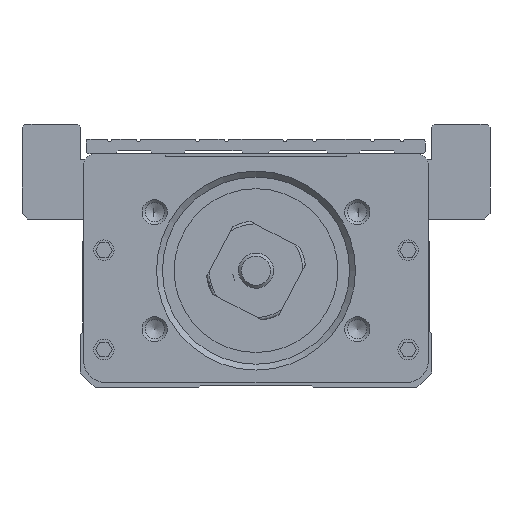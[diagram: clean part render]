
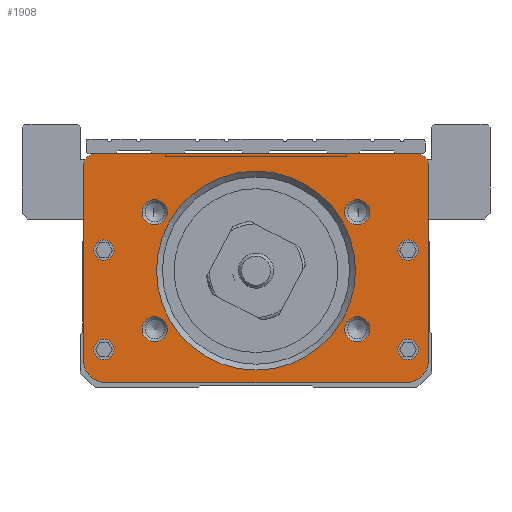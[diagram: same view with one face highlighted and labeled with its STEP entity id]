
A CAD part, front view. The second image highlights one B-rep face of the part: STEP entity #1908.
In plain terms, the highlighted face is planar.
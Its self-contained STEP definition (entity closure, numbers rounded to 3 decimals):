
#1047=FACE_BOUND('',#5789,.T.);
#1048=FACE_BOUND('',#5790,.T.);
#1049=FACE_BOUND('',#5791,.T.);
#1050=FACE_BOUND('',#5792,.T.);
#1051=FACE_BOUND('',#5793,.T.);
#1052=FACE_BOUND('',#5794,.T.);
#1053=FACE_BOUND('',#5795,.T.);
#1054=FACE_BOUND('',#5796,.T.);
#1055=FACE_BOUND('',#5797,.T.);
#1056=FACE_BOUND('',#5798,.T.);
#1908=ADVANCED_FACE('',(#1047,#1048,#1049,#1050,#1051,#1052,#1053,#1054,
#1055,#1056),#3483,.F.);
#3483=PLANE('',#28251);
#5789=EDGE_LOOP('',(#9276));
#5790=EDGE_LOOP('',(#9277));
#5791=EDGE_LOOP('',(#9278));
#5792=EDGE_LOOP('',(#9279));
#5793=EDGE_LOOP('',(#9280));
#5794=EDGE_LOOP('',(#9281));
#5795=EDGE_LOOP('',(#9282));
#5796=EDGE_LOOP('',(#9283));
#5797=EDGE_LOOP('',(#9284));
#5798=EDGE_LOOP('',(#9285,#9286,#9287,#9288,#9289,#9290,#9291,#9292));
#7779=CIRCLE('',#28208,4.);
#7781=CIRCLE('',#28212,4.);
#7792=CIRCLE('',#28236,2.);
#7793=CIRCLE('',#28238,2.);
#7795=CIRCLE('',#28242,2.15);
#7796=CIRCLE('',#28243,2.15);
#7797=CIRCLE('',#28244,2.15);
#7798=CIRCLE('',#28245,2.15);
#7799=CIRCLE('',#28246,17.);
#7800=CIRCLE('',#28247,1.75);
#7801=CIRCLE('',#28248,1.75);
#7802=CIRCLE('',#28249,1.75);
#7803=CIRCLE('',#28250,1.75);
#9276=ORIENTED_EDGE('',*,*,#19343,.T.);
#9277=ORIENTED_EDGE('',*,*,#19344,.T.);
#9278=ORIENTED_EDGE('',*,*,#19345,.T.);
#9279=ORIENTED_EDGE('',*,*,#19346,.T.);
#9280=ORIENTED_EDGE('',*,*,#19347,.T.);
#9281=ORIENTED_EDGE('',*,*,#19348,.T.);
#9282=ORIENTED_EDGE('',*,*,#19349,.T.);
#9283=ORIENTED_EDGE('',*,*,#19350,.T.);
#9284=ORIENTED_EDGE('',*,*,#19351,.T.);
#9285=ORIENTED_EDGE('',*,*,#19326,.F.);
#9286=ORIENTED_EDGE('',*,*,#19280,.F.);
#9287=ORIENTED_EDGE('',*,*,#19301,.F.);
#9288=ORIENTED_EDGE('',*,*,#19341,.F.);
#9289=ORIENTED_EDGE('',*,*,#19236,.F.);
#9290=ORIENTED_EDGE('',*,*,#19340,.F.);
#9291=ORIENTED_EDGE('',*,*,#19299,.F.);
#9292=ORIENTED_EDGE('',*,*,#19288,.F.);
#16566=VERTEX_POINT('',#39324);
#16567=VERTEX_POINT('',#39326);
#16607=VERTEX_POINT('',#39412);
#16608=VERTEX_POINT('',#39414);
#16615=VERTEX_POINT('',#39430);
#16616=VERTEX_POINT('',#39432);
#16621=VERTEX_POINT('',#39445);
#16625=VERTEX_POINT('',#39456);
#16650=VERTEX_POINT('',#39537);
#16651=VERTEX_POINT('',#39539);
#16652=VERTEX_POINT('',#39541);
#16653=VERTEX_POINT('',#39543);
#16654=VERTEX_POINT('',#39545);
#16655=VERTEX_POINT('',#39547);
#16656=VERTEX_POINT('',#39549);
#16657=VERTEX_POINT('',#39551);
#16658=VERTEX_POINT('',#39553);
#19236=EDGE_CURVE('',#16566,#16567,#22950,.T.);
#19280=EDGE_CURVE('',#16607,#16608,#7779,.T.);
#19288=EDGE_CURVE('',#16615,#16616,#7781,.T.);
#19299=EDGE_CURVE('',#16616,#16621,#22996,.T.);
#19301=EDGE_CURVE('',#16625,#16607,#22998,.T.);
#19326=EDGE_CURVE('',#16608,#16615,#23018,.T.);
#19340=EDGE_CURVE('',#16621,#16566,#7792,.T.);
#19341=EDGE_CURVE('',#16567,#16625,#7793,.T.);
#19343=EDGE_CURVE('',#16650,#16650,#7795,.T.);
#19344=EDGE_CURVE('',#16651,#16651,#7796,.T.);
#19345=EDGE_CURVE('',#16652,#16652,#7797,.T.);
#19346=EDGE_CURVE('',#16653,#16653,#7798,.T.);
#19347=EDGE_CURVE('',#16654,#16654,#7799,.T.);
#19348=EDGE_CURVE('',#16655,#16655,#7800,.T.);
#19349=EDGE_CURVE('',#16656,#16656,#7801,.T.);
#19350=EDGE_CURVE('',#16657,#16657,#7802,.T.);
#19351=EDGE_CURVE('',#16658,#16658,#7803,.T.);
#22950=LINE('',#39325,#25588);
#22996=LINE('',#39453,#25634);
#22998=LINE('',#39457,#25636);
#23018=LINE('',#39507,#25656);
#25588=VECTOR('',#31114,1.);
#25634=VECTOR('',#31208,1.);
#25636=VECTOR('',#31212,1.);
#25656=VECTOR('',#31258,1.);
#28208=AXIS2_PLACEMENT_3D('',#39413,#31178,#31179);
#28212=AXIS2_PLACEMENT_3D('',#39431,#31192,#31193);
#28236=AXIS2_PLACEMENT_3D('',#39530,#31281,#31282);
#28238=AXIS2_PLACEMENT_3D('',#39532,#31285,#31286);
#28242=AXIS2_PLACEMENT_3D('',#39536,#31293,#31294);
#28243=AXIS2_PLACEMENT_3D('',#39538,#31295,#31296);
#28244=AXIS2_PLACEMENT_3D('',#39540,#31297,#31298);
#28245=AXIS2_PLACEMENT_3D('',#39542,#31299,#31300);
#28246=AXIS2_PLACEMENT_3D('',#39544,#31301,#31302);
#28247=AXIS2_PLACEMENT_3D('',#39546,#31303,#31304);
#28248=AXIS2_PLACEMENT_3D('',#39548,#31305,#31306);
#28249=AXIS2_PLACEMENT_3D('',#39550,#31307,#31308);
#28250=AXIS2_PLACEMENT_3D('',#39552,#31309,#31310);
#28251=AXIS2_PLACEMENT_3D('',#39554,#31311,#31312);
#31114=DIRECTION('',(1.,0.,0.));
#31178=DIRECTION('',(0.,1.,0.));
#31179=DIRECTION('',(1.,0.,0.));
#31192=DIRECTION('',(0.,1.,0.));
#31193=DIRECTION('',(1.,0.,0.));
#31208=DIRECTION('',(0.,0.,1.));
#31212=DIRECTION('',(0.,0.,-1.));
#31258=DIRECTION('',(-1.,0.,0.));
#31281=DIRECTION('',(0.,1.,0.));
#31282=DIRECTION('',(0.,0.,1.));
#31285=DIRECTION('',(0.,1.,0.));
#31286=DIRECTION('',(0.,0.,1.));
#31293=DIRECTION('',(0.,1.,0.));
#31294=DIRECTION('',(0.,0.,1.));
#31295=DIRECTION('',(0.,1.,0.));
#31296=DIRECTION('',(0.,0.,1.));
#31297=DIRECTION('',(0.,1.,0.));
#31298=DIRECTION('',(0.,0.,1.));
#31299=DIRECTION('',(0.,1.,0.));
#31300=DIRECTION('',(0.,0.,1.));
#31301=DIRECTION('',(0.,1.,0.));
#31302=DIRECTION('',(0.,0.,1.));
#31303=DIRECTION('',(0.,1.,0.));
#31304=DIRECTION('',(0.,0.,1.));
#31305=DIRECTION('',(0.,1.,0.));
#31306=DIRECTION('',(0.,0.,1.));
#31307=DIRECTION('',(0.,1.,0.));
#31308=DIRECTION('',(0.,0.,1.));
#31309=DIRECTION('',(0.,1.,0.));
#31310=DIRECTION('',(0.,0.,1.));
#31311=DIRECTION('',(0.,1.,0.));
#31312=DIRECTION('',(0.,0.,-1.));
#39324=CARTESIAN_POINT('',(-27.5,-130.762,38.));
#39325=CARTESIAN_POINT('',(-25.5,-130.762,38.));
#39326=CARTESIAN_POINT('',(27.5,-130.762,38.));
#39412=CARTESIAN_POINT('',(29.5,-130.762,2.8));
#39413=CARTESIAN_POINT('',(25.5,-130.762,2.8));
#39414=CARTESIAN_POINT('',(25.5,-130.762,-1.2));
#39430=CARTESIAN_POINT('',(-25.5,-130.762,-1.2));
#39431=CARTESIAN_POINT('',(-25.5,-130.762,2.8));
#39432=CARTESIAN_POINT('',(-29.5,-130.762,2.8));
#39445=CARTESIAN_POINT('',(-29.5,-130.762,36.));
#39453=CARTESIAN_POINT('',(-29.5,-130.762,2.8));
#39456=CARTESIAN_POINT('',(29.5,-130.762,36.));
#39457=CARTESIAN_POINT('',(29.5,-130.762,39.));
#39507=CARTESIAN_POINT('',(25.5,-130.762,-1.2));
#39530=CARTESIAN_POINT('',(-27.5,-130.762,36.));
#39532=CARTESIAN_POINT('',(27.5,-130.762,36.));
#39536=CARTESIAN_POINT('',(-17.321,-130.762,28.));
#39537=CARTESIAN_POINT('',(-17.321,-130.762,30.15));
#39538=CARTESIAN_POINT('',(17.321,-130.762,8.));
#39539=CARTESIAN_POINT('',(17.321,-130.762,10.15));
#39540=CARTESIAN_POINT('',(17.321,-130.762,28.));
#39541=CARTESIAN_POINT('',(17.321,-130.762,30.15));
#39542=CARTESIAN_POINT('',(-17.321,-130.762,8.));
#39543=CARTESIAN_POINT('',(-17.321,-130.762,10.15));
#39544=CARTESIAN_POINT('',(0.,-130.762,18.));
#39545=CARTESIAN_POINT('',(0.,-130.762,35.));
#39546=CARTESIAN_POINT('',(-26.,-130.762,21.5));
#39547=CARTESIAN_POINT('',(-26.,-130.762,23.25));
#39548=CARTESIAN_POINT('',(-26.,-130.762,4.5));
#39549=CARTESIAN_POINT('',(-26.,-130.762,6.25));
#39550=CARTESIAN_POINT('',(26.,-130.762,4.5));
#39551=CARTESIAN_POINT('',(26.,-130.762,6.25));
#39552=CARTESIAN_POINT('',(26.,-130.762,21.5));
#39553=CARTESIAN_POINT('',(26.,-130.762,23.25));
#39554=CARTESIAN_POINT('',(-25.5,-130.762,2.8));
